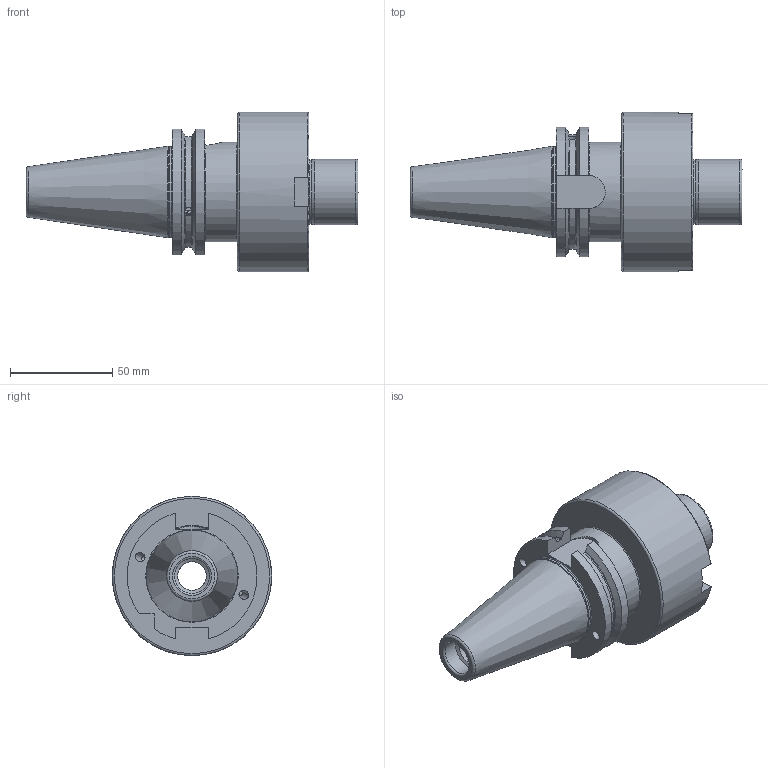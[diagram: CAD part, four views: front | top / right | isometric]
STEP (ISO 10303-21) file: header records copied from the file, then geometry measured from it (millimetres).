
FILE_DESCRIPTION((''),'2;1');
FILE_NAME('7140051-24.stp','2018-07-23T11:40:59',('SCHUESSLER'),(''),'Autodesk Inventor 2012','Autodesk Inventor 2012','');
FILE_SCHEMA(('AUTOMOTIVE_DESIGN { 1 0 10303 214 1 1 1 1 }'));
Length unit declared in the file: millimetre
Products named in the file (1): 7140051-24
Bounding box: 162.4 x 78 x 78 mm (x, y, z)
Volume: 295452 mm3; surface area: 46092.3 mm2
Topology: 1 solids, 1 shells, 115 faces, 332 edges, 216 vertices
Faces by surface type: cylinder 36, plane 34, cone 23, torus 22
Full cylindrical faces by diameter (mm): 4 x4, 4.134 x2, 4.2 x4, 10 x1, 14 x1, 17 x2, 31.4 x1, 32 x1, 44.25 x1, 48.5 x1, 78 x1
Entity records: 3784 total; most frequent: CARTESIAN_POINT 1126, DIRECTION 542, ORIENTED_EDGE 522, EDGE_CURVE 261, AXIS2_PLACEMENT_3D 229, VERTEX_POINT 189, EDGE_LOOP 164, FACE_OUTER_BOUND 114
